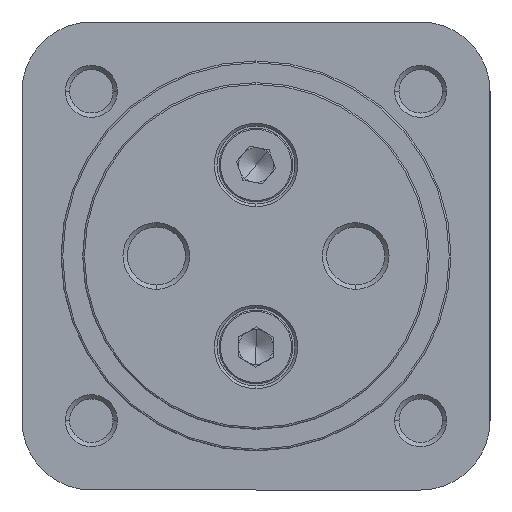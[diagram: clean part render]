
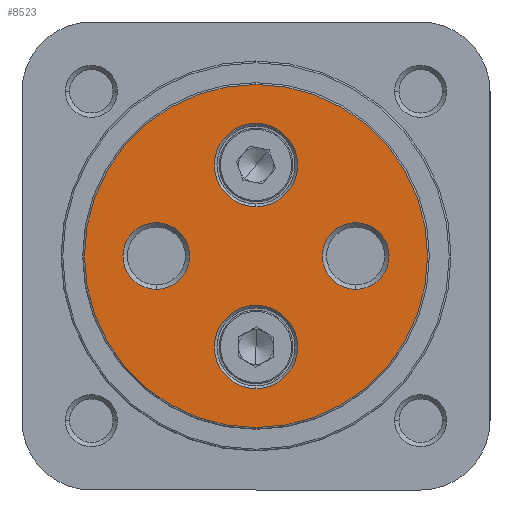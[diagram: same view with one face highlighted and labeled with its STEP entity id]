
A CAD part, left-side view. The second image highlights one B-rep face of the part: STEP entity #8523.
In plain terms, the highlighted planar face has unit normal (-1, 0, 0).
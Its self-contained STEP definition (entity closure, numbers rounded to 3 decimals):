
#1515 = EDGE_LOOP ( 'NONE', ( #1756, #1757 ) ) ;
#1517 = EDGE_LOOP ( 'NONE', ( #1750, #1751 ) ) ;
#1524 = EDGE_LOOP ( 'NONE', ( #1748, #1749 ) ) ;
#1540 = EDGE_LOOP ( 'NONE', ( #1754, #1755 ) ) ;
#1579 = EDGE_LOOP ( 'NONE', ( #1752, #1753 ) ) ;
#1748 = ORIENTED_EDGE ( 'NONE', *, *, #7289, .T. ) ;
#1749 = ORIENTED_EDGE ( 'NONE', *, *, #8265, .T. ) ;
#1750 = ORIENTED_EDGE ( 'NONE', *, *, #8214, .T. ) ;
#1751 = ORIENTED_EDGE ( 'NONE', *, *, #7290, .T. ) ;
#1752 = ORIENTED_EDGE ( 'NONE', *, *, #8210, .T. ) ;
#1753 = ORIENTED_EDGE ( 'NONE', *, *, #7285, .T. ) ;
#1754 = ORIENTED_EDGE ( 'NONE', *, *, #8246, .T. ) ;
#1755 = ORIENTED_EDGE ( 'NONE', *, *, #7278, .T. ) ;
#1756 = ORIENTED_EDGE ( 'NONE', *, *, #8242, .T. ) ;
#1757 = ORIENTED_EDGE ( 'NONE', *, *, #7284, .T. ) ;
#3106 = CARTESIAN_POINT ( 'NONE',  ( 0., 0., 15.3 ) ) ;
#3112 = CARTESIAN_POINT ( 'NONE',  ( 0., -11.5, -3.85 ) ) ;
#3113 = CARTESIAN_POINT ( 'NONE',  ( 0., -11.5, 3.85 ) ) ;
#3115 = CARTESIAN_POINT ( 'NONE',  ( 0., 11.5, -3.85 ) ) ;
#3116 = CARTESIAN_POINT ( 'NONE',  ( 0., 11.5, 3.85 ) ) ;
#3168 = CARTESIAN_POINT ( 'NONE',  ( 0., 0., -19.8 ) ) ;
#3169 = CARTESIAN_POINT ( 'NONE',  ( 0., 0., 19.8 ) ) ;
#3218 = CARTESIAN_POINT ( 'NONE',  ( 0., 0., 5.7 ) ) ;
#3225 = CARTESIAN_POINT ( 'NONE',  ( 0., 0., -15.3 ) ) ;
#3229 = CARTESIAN_POINT ( 'NONE',  ( 0., 0., -5.7 ) ) ;
#3282 = CARTESIAN_POINT ( 'NONE',  ( 0., -11.5, 0. ) ) ;
#3283 = DIRECTION ( 'NONE',  ( 1., 0., 0. ) ) ;
#3284 = DIRECTION ( 'NONE',  ( 0., 0., -1. ) ) ;
#3295 = CARTESIAN_POINT ( 'NONE',  ( 0., 11.5, 0. ) ) ;
#3301 = DIRECTION ( 'NONE',  ( 1., 0., 0. ) ) ;
#3302 = DIRECTION ( 'NONE',  ( 0., 0., -1. ) ) ;
#3303 = CARTESIAN_POINT ( 'NONE',  ( 0., 0., 10.5 ) ) ;
#3304 = DIRECTION ( 'NONE',  ( 1., 0., 0. ) ) ;
#3305 = DIRECTION ( 'NONE',  ( 0., 0., -1. ) ) ;
#3315 = CARTESIAN_POINT ( 'NONE',  ( 0., 0., 0. ) ) ;
#3316 = DIRECTION ( 'NONE',  ( -1., 0., 0. ) ) ;
#3317 = DIRECTION ( 'NONE',  ( 0., 0., -1. ) ) ;
#3318 = CARTESIAN_POINT ( 'NONE',  ( 0., 0., -10.5 ) ) ;
#3319 = DIRECTION ( 'NONE',  ( 1., 0., 0. ) ) ;
#3320 = DIRECTION ( 'NONE',  ( 0., 0., -1. ) ) ;
#4025 = CARTESIAN_POINT ( 'NONE',  ( 0., 0., 10.5 ) ) ;
#4026 = DIRECTION ( 'NONE',  ( 1., 0., 0. ) ) ;
#4027 = DIRECTION ( 'NONE',  ( 0., 0., -1. ) ) ;
#4035 = CARTESIAN_POINT ( 'NONE',  ( 0., 0., -10.5 ) ) ;
#4036 = DIRECTION ( 'NONE',  ( 1., 0., 0. ) ) ;
#4037 = DIRECTION ( 'NONE',  ( 0., 0., -1. ) ) ;
#4123 = CIRCLE ( 'NONE', #7594, 3.85 ) ;
#4130 = CIRCLE ( 'NONE', #7607, 3.85 ) ;
#4131 = CIRCLE ( 'NONE', #7605, 4.8 ) ;
#4135 = CIRCLE ( 'NONE', #7610, 19.8 ) ;
#4136 = CIRCLE ( 'NONE', #7612, 4.8 ) ;
#4536 = CIRCLE ( 'NONE', #7766, 4.8 ) ;
#4542 = CIRCLE ( 'NONE', #7770, 4.8 ) ;
#4584 = CIRCLE ( 'NONE', #7784, 3.85 ) ;
#4590 = CIRCLE ( 'NONE', #7780, 3.85 ) ;
#4618 = CIRCLE ( 'NONE', #7792, 19.8 ) ;
#5006 = CARTESIAN_POINT ( 'NONE',  ( 0., 11.5, 0. ) ) ;
#5007 = DIRECTION ( 'NONE',  ( 1., 0., 0. ) ) ;
#5008 = DIRECTION ( 'NONE',  ( 0., 0., -1. ) ) ;
#5016 = CARTESIAN_POINT ( 'NONE',  ( 0., -11.5, 0. ) ) ;
#5017 = DIRECTION ( 'NONE',  ( 1., 0., 0. ) ) ;
#5018 = DIRECTION ( 'NONE',  ( 0., 0., -1. ) ) ;
#5055 = CARTESIAN_POINT ( 'NONE',  ( 0., 0., 0. ) ) ;
#5063 = DIRECTION ( 'NONE',  ( -1., 0., 0. ) ) ;
#5064 = DIRECTION ( 'NONE',  ( 0., 0., -1. ) ) ;
#6109 = CARTESIAN_POINT ( 'NONE',  ( 0., 0., 0. ) ) ;
#6118 = PLANE ( 'NONE',  #8101 ) ;
#6121 = DIRECTION ( 'NONE',  ( 1., 0., 0. ) ) ;
#6122 = DIRECTION ( 'NONE',  ( 0., 0., -1. ) ) ;
#6502 = FACE_BOUND ( 'NONE', #1515, .T. ) ;
#6506 = FACE_OUTER_BOUND ( 'NONE', #1524, .T. ) ;
#6512 = FACE_BOUND ( 'NONE', #1517, .T. ) ;
#6514 = FACE_BOUND ( 'NONE', #1579, .T. ) ;
#6516 = FACE_BOUND ( 'NONE', #1540, .T. ) ;
#7097 = VERTEX_POINT ( 'NONE', #3106 ) ;
#7103 = VERTEX_POINT ( 'NONE', #3112 ) ;
#7104 = VERTEX_POINT ( 'NONE', #3113 ) ;
#7106 = VERTEX_POINT ( 'NONE', #3115 ) ;
#7107 = VERTEX_POINT ( 'NONE', #3116 ) ;
#7159 = VERTEX_POINT ( 'NONE', #3168 ) ;
#7160 = VERTEX_POINT ( 'NONE', #3169 ) ;
#7209 = VERTEX_POINT ( 'NONE', #3218 ) ;
#7216 = VERTEX_POINT ( 'NONE', #3225 ) ;
#7220 = VERTEX_POINT ( 'NONE', #3229 ) ;
#7278 = EDGE_CURVE ( 'NONE', #7103, #7104, #4123, .T. ) ;
#7284 = EDGE_CURVE ( 'NONE', #7106, #7107, #4130, .T. ) ;
#7285 = EDGE_CURVE ( 'NONE', #7209, #7097, #4131, .T. ) ;
#7289 = EDGE_CURVE ( 'NONE', #7159, #7160, #4135, .T. ) ;
#7290 = EDGE_CURVE ( 'NONE', #7216, #7220, #4136, .T. ) ;
#7594 = AXIS2_PLACEMENT_3D ( 'NONE', #3282, #3283, #3284 ) ;
#7605 = AXIS2_PLACEMENT_3D ( 'NONE', #3303, #3304, #3305 ) ;
#7607 = AXIS2_PLACEMENT_3D ( 'NONE', #3295, #3301, #3302 ) ;
#7610 = AXIS2_PLACEMENT_3D ( 'NONE', #3315, #3316, #3317 ) ;
#7612 = AXIS2_PLACEMENT_3D ( 'NONE', #3318, #3319, #3320 ) ;
#7766 = AXIS2_PLACEMENT_3D ( 'NONE', #4025, #4026, #4027 ) ;
#7770 = AXIS2_PLACEMENT_3D ( 'NONE', #4035, #4036, #4037 ) ;
#7780 = AXIS2_PLACEMENT_3D ( 'NONE', #5016, #5017, #5018 ) ;
#7784 = AXIS2_PLACEMENT_3D ( 'NONE', #5006, #5007, #5008 ) ;
#7792 = AXIS2_PLACEMENT_3D ( 'NONE', #5055, #5063, #5064 ) ;
#8101 = AXIS2_PLACEMENT_3D ( 'NONE', #6109, #6121, #6122 ) ;
#8210 = EDGE_CURVE ( 'NONE', #7097, #7209, #4536, .T. ) ;
#8214 = EDGE_CURVE ( 'NONE', #7220, #7216, #4542, .T. ) ;
#8242 = EDGE_CURVE ( 'NONE', #7107, #7106, #4584, .T. ) ;
#8246 = EDGE_CURVE ( 'NONE', #7104, #7103, #4590, .T. ) ;
#8265 = EDGE_CURVE ( 'NONE', #7160, #7159, #4618, .T. ) ;
#8523 = ADVANCED_FACE ( 'NONE', ( #6506, #6512, #6514, #6516, #6502 ), #6118, .F. ) ;
